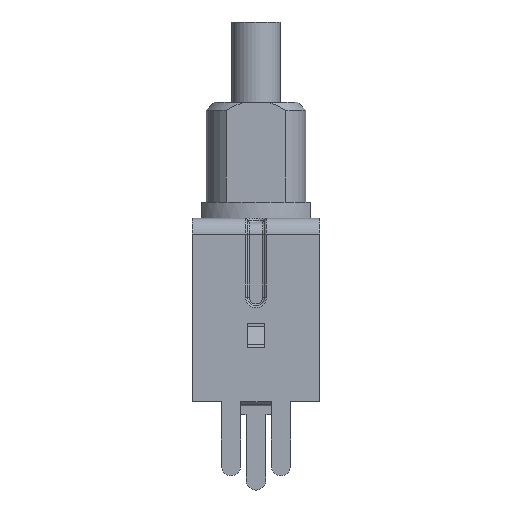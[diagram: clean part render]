
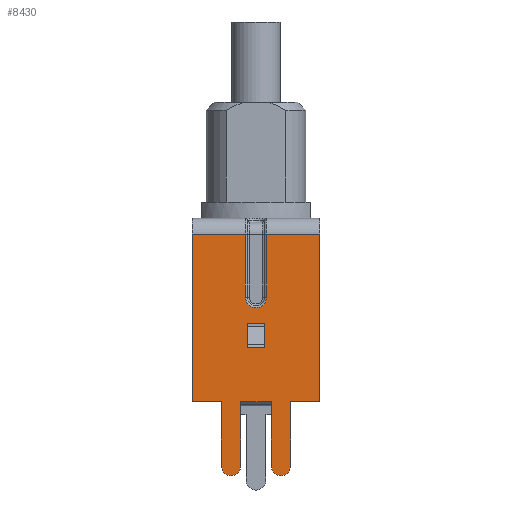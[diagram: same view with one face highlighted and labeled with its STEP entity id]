
A CAD part, left-side view. The second image highlights one B-rep face of the part: STEP entity #8430.
In plain terms, the highlighted planar face has unit normal (-1, 0, 0).
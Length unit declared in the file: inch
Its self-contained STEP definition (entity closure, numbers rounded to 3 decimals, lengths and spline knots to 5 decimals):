
#98=FACE_BOUND('',#1484,.T.);
#357=CIRCLE('',#9050,0.02402);
#359=CIRCLE('',#9055,0.02402);
#402=CIRCLE('',#9136,0.02638);
#994=FACE_OUTER_BOUND('',#1483,.T.);
#1483=EDGE_LOOP('',(#7517,#7518,#7519,#7520,#7521,#7522,#7523,#7524,#7525,
#7526,#7527,#7528,#7529,#7530,#7531,#7532));
#1484=EDGE_LOOP('',(#7533,#7534,#7535,#7536));
#2142=LINE('',#14096,#2957);
#2154=LINE('',#14119,#2969);
#2157=LINE('',#14125,#2972);
#2160=LINE('',#14131,#2975);
#2179=LINE('',#14169,#2994);
#2196=LINE('',#14204,#3011);
#2257=LINE('',#14451,#3072);
#2259=LINE('',#14456,#3074);
#2265=LINE('',#14472,#3080);
#2267=LINE('',#14477,#3082);
#2270=LINE('',#14481,#3085);
#2272=LINE('',#14484,#3087);
#2273=LINE('',#14486,#3088);
#2287=LINE('',#14541,#3102);
#2308=LINE('',#14633,#3123);
#2309=LINE('',#14636,#3124);
#2310=LINE('',#14644,#3125);
#2957=VECTOR('',#10647,0.3937);
#2969=VECTOR('',#10669,0.3937);
#2972=VECTOR('',#10674,0.3937);
#2975=VECTOR('',#10681,0.3937);
#2994=VECTOR('',#10718,0.3937);
#3011=VECTOR('',#10743,0.3937);
#3072=VECTOR('',#11048,0.3937);
#3074=VECTOR('',#11052,0.3937);
#3080=VECTOR('',#11066,0.3937);
#3082=VECTOR('',#11070,0.3937);
#3085=VECTOR('',#11075,0.3937);
#3087=VECTOR('',#11079,0.3937);
#3088=VECTOR('',#11082,0.3937);
#3102=VECTOR('',#11142,0.3937);
#3123=VECTOR('',#11257,0.3937);
#3124=VECTOR('',#11260,0.3937);
#3125=VECTOR('',#11273,0.3937);
#3864=VERTEX_POINT('',#14089);
#3867=VERTEX_POINT('',#14094);
#3873=VERTEX_POINT('',#14117);
#3875=VERTEX_POINT('',#14123);
#3885=VERTEX_POINT('',#14166);
#3886=VERTEX_POINT('',#14168);
#3899=VERTEX_POINT('',#14201);
#3900=VERTEX_POINT('',#14203);
#3961=VERTEX_POINT('',#14441);
#3962=VERTEX_POINT('',#14443);
#3964=VERTEX_POINT('',#14449);
#3966=VERTEX_POINT('',#14455);
#3969=VERTEX_POINT('',#14462);
#3970=VERTEX_POINT('',#14464);
#3972=VERTEX_POINT('',#14470);
#3974=VERTEX_POINT('',#14476);
#3975=VERTEX_POINT('',#14489);
#3981=VERTEX_POINT('',#14509);
#4017=VERTEX_POINT('',#14635);
#4018=VERTEX_POINT('',#14639);
#4935=EDGE_CURVE('',#3867,#3864,#2142,.T.);
#4947=EDGE_CURVE('',#3867,#3873,#2154,.T.);
#4950=EDGE_CURVE('',#3873,#3875,#2157,.T.);
#4953=EDGE_CURVE('',#3875,#3864,#2160,.T.);
#4973=EDGE_CURVE('',#3885,#3886,#2179,.T.);
#4992=EDGE_CURVE('',#3899,#3900,#2196,.T.);
#5112=EDGE_CURVE('',#3962,#3961,#357,.T.);
#5116=EDGE_CURVE('',#3961,#3964,#2257,.T.);
#5118=EDGE_CURVE('',#3966,#3962,#2259,.T.);
#5122=EDGE_CURVE('',#3970,#3969,#359,.T.);
#5126=EDGE_CURVE('',#3969,#3972,#2265,.T.);
#5128=EDGE_CURVE('',#3974,#3970,#2267,.T.);
#5131=EDGE_CURVE('',#3886,#3972,#2270,.T.);
#5133=EDGE_CURVE('',#3974,#3964,#2272,.T.);
#5134=EDGE_CURVE('',#3966,#3899,#2273,.T.);
#5162=EDGE_CURVE('',#3975,#3900,#2287,.T.);
#5208=EDGE_CURVE('',#3885,#3981,#2308,.T.);
#5209=EDGE_CURVE('',#3975,#4017,#2309,.T.);
#5213=EDGE_CURVE('',#4017,#4018,#402,.T.);
#5214=EDGE_CURVE('',#4018,#3981,#2310,.T.);
#7517=ORIENTED_EDGE('',*,*,#5214,.F.);
#7518=ORIENTED_EDGE('',*,*,#5213,.F.);
#7519=ORIENTED_EDGE('',*,*,#5209,.F.);
#7520=ORIENTED_EDGE('',*,*,#5162,.T.);
#7521=ORIENTED_EDGE('',*,*,#4992,.F.);
#7522=ORIENTED_EDGE('',*,*,#5134,.F.);
#7523=ORIENTED_EDGE('',*,*,#5118,.T.);
#7524=ORIENTED_EDGE('',*,*,#5112,.T.);
#7525=ORIENTED_EDGE('',*,*,#5116,.T.);
#7526=ORIENTED_EDGE('',*,*,#5133,.F.);
#7527=ORIENTED_EDGE('',*,*,#5128,.T.);
#7528=ORIENTED_EDGE('',*,*,#5122,.T.);
#7529=ORIENTED_EDGE('',*,*,#5126,.T.);
#7530=ORIENTED_EDGE('',*,*,#5131,.F.);
#7531=ORIENTED_EDGE('',*,*,#4973,.F.);
#7532=ORIENTED_EDGE('',*,*,#5208,.T.);
#7533=ORIENTED_EDGE('',*,*,#4947,.T.);
#7534=ORIENTED_EDGE('',*,*,#4950,.T.);
#7535=ORIENTED_EDGE('',*,*,#4953,.T.);
#7536=ORIENTED_EDGE('',*,*,#4935,.F.);
#7975=PLANE('',#9138);
#8430=ADVANCED_FACE('',(#994,#98),#7975,.T.);
#9050=AXIS2_PLACEMENT_3D('',#14444,#11041,#11042);
#9055=AXIS2_PLACEMENT_3D('',#14465,#11059,#11060);
#9136=AXIS2_PLACEMENT_3D('',#14642,#11269,#11270);
#9138=AXIS2_PLACEMENT_3D('',#14645,#11274,#11275);
#10647=DIRECTION('',(0.,-1.,0.));
#10669=DIRECTION('',(0.,0.,1.));
#10674=DIRECTION('',(0.,-1.,0.));
#10681=DIRECTION('',(0.,0.,-1.));
#10718=DIRECTION('',(0.,0.,-1.));
#10743=DIRECTION('',(0.,0.,1.));
#11041=DIRECTION('center_axis',(-1.,0.,0.));
#11042=DIRECTION('ref_axis',(0.,1.,0.));
#11048=DIRECTION('',(0.,0.,1.));
#11052=DIRECTION('',(0.,0.,-1.));
#11059=DIRECTION('center_axis',(-1.,0.,0.));
#11060=DIRECTION('ref_axis',(0.,1.,0.));
#11066=DIRECTION('',(0.,0.,1.));
#11070=DIRECTION('',(0.,0.,-1.));
#11075=DIRECTION('',(0.,1.,0.));
#11079=DIRECTION('',(0.,1.,0.));
#11082=DIRECTION('',(0.,1.,0.));
#11142=DIRECTION('',(0.,1.,0.));
#11257=DIRECTION('',(0.,1.,0.));
#11260=DIRECTION('',(0.,0.,-1.));
#11269=DIRECTION('center_axis',(-1.,0.,0.));
#11270=DIRECTION('ref_axis',(0.,0.,-1.));
#11273=DIRECTION('',(0.,0.,1.));
#11274=DIRECTION('center_axis',(-1.,0.,0.));
#11275=DIRECTION('ref_axis',(0.,0.,
-1.));
#14089=CARTESIAN_POINT('',(-0.32008,-0.02165,0.10602));
#14094=CARTESIAN_POINT('',(-0.32008,0.02165,0.10602));
#14096=CARTESIAN_POINT('',(-0.32008,0.,0.10602));
#14117=CARTESIAN_POINT('',(-0.32008,0.02165,0.16772));
#14119=CARTESIAN_POINT('',(-0.32008,0.02165,0.14774));
#14123=CARTESIAN_POINT('',(-0.32008,-0.02165,0.16772));
#14125=CARTESIAN_POINT('',(-0.32008,0.01083,0.16772));
#14131=CARTESIAN_POINT('',(-0.32008,-0.02165,0.17923));
#14166=CARTESIAN_POINT('',(-0.32008,-0.16004,0.39055));
#14168=CARTESIAN_POINT('',(-0.32008,-0.16004,-0.02913));
#14169=CARTESIAN_POINT('',(-0.32008,-0.16004,0.41063));
#14201=CARTESIAN_POINT('',(-0.32008,0.16004,-0.02913));
#14203=CARTESIAN_POINT('',(-0.32008,0.16004,0.39055));
#14204=CARTESIAN_POINT('',(-0.32008,0.16004,-0.02913));
#14441=CARTESIAN_POINT('',(-0.32008,0.03858,-0.19016));
#14443=CARTESIAN_POINT('',(-0.32008,0.08661,-0.19016));
#14444=CARTESIAN_POINT('Origin',(-0.32008,0.0626,
-0.19016));
#14449=CARTESIAN_POINT('',(-0.32008,0.03858,-0.02913));
#14451=CARTESIAN_POINT('',(-0.32008,0.03858,-0.19016));
#14455=CARTESIAN_POINT('',(-0.32008,0.08661,-0.02913));
#14456=CARTESIAN_POINT('',(-0.32008,0.08661,-0.02913));
#14462=CARTESIAN_POINT('',(-0.32008,-0.08661,-0.19016));
#14464=CARTESIAN_POINT('',(-0.32008,-0.03858,-0.19016));
#14465=CARTESIAN_POINT('Origin',(-0.32008,-0.0626,
-0.19016));
#14470=CARTESIAN_POINT('',(-0.32008,-0.08661,-0.02913));
#14472=CARTESIAN_POINT('',(-0.32008,-0.08661,-0.19016));
#14476=CARTESIAN_POINT('',(-0.32008,-0.03858,-0.02913));
#14477=CARTESIAN_POINT('',(-0.32008,-0.03858,-0.02913));
#14481=CARTESIAN_POINT('',(-0.32008,-0.16004,-0.02913));
#14484=CARTESIAN_POINT('',(-0.32008,-0.16004,-0.02913));
#14486=CARTESIAN_POINT('',(-0.32008,-0.16004,-0.02913));
#14489=CARTESIAN_POINT('',(-0.32008,0.02638,0.39055));
#14509=CARTESIAN_POINT('',(-0.32008,-0.02638,0.39055));
#14541=CARTESIAN_POINT('',(-0.32008,0.08002,0.39055));
#14633=CARTESIAN_POINT('',(-0.32008,0.08002,0.39055));
#14635=CARTESIAN_POINT('',(-0.32008,0.02638,0.23307));
#14636=CARTESIAN_POINT('',(-0.32008,0.02638,0.29065));
#14639=CARTESIAN_POINT('',(-0.32008,-0.02638,0.23307));
#14642=CARTESIAN_POINT('Origin',(-0.32008,0.,
0.23307));
#14644=CARTESIAN_POINT('',(-0.32008,-0.02638,0.21191));
#14645=CARTESIAN_POINT('Origin',(-0.32008,0.,
0.19075));
